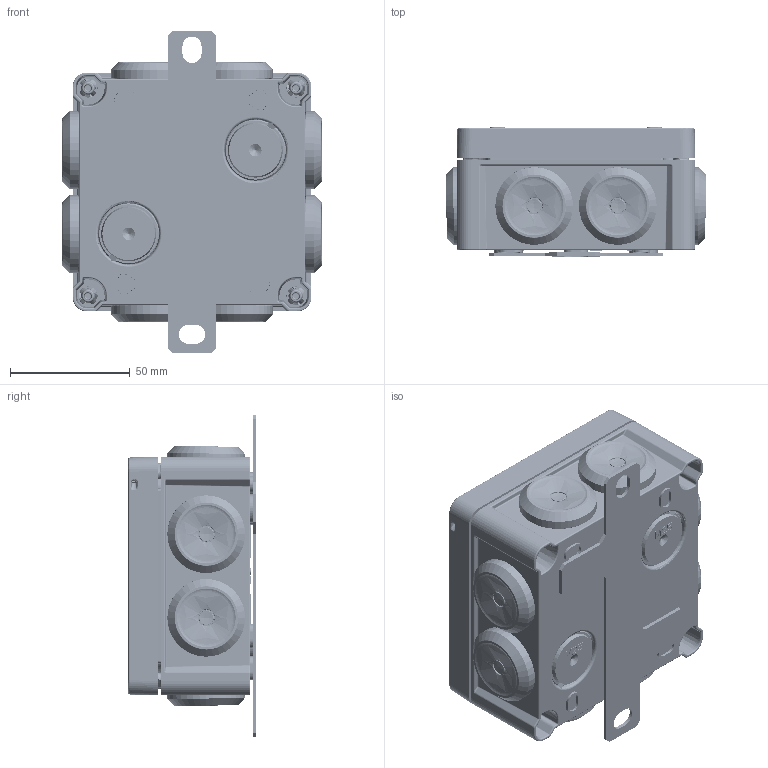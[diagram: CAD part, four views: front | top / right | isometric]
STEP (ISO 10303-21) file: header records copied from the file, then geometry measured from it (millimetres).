
FILE_DESCRIPTION((''),'2;1');
FILE_NAME('FPT1010PP46_4_ASM','2015-12-29T',('tuomo_kuusi'),(''),'PRO/ENGINEER BY PARAMETRIC TECHNOLOGY CORPORATION, 2013230','PRO/ENGINEER BY PARAMETRIC TECHNOLOGY CORPORATION, 2013230','');
FILE_SCHEMA(('CONFIG_CONTROL_DESIGN'));
Products named in the file (19): FPT_BASE1010FSB_PMR2987_2; FPT_FIXING1010FSB; FPT_VETONIITTI_HCBS005014STZC; FPT_FIXING1010FSB_ASM; FPT_COVER1010_PMR2988_2; FPT_COVER1010_PMR2988_2_ASM; FPT_SCREW_PMR2991_2; RMM25_2003; PPK315-80; DIN7985_M5X10_A2K_RUUVI; PPK146; PLC45; KJXA18_ASM; PTK186; PLE31; PR135; KRXA6-4_ASM; COVER_FIXING_LINE_150; FPT1010PP46_4_ASM
Assembly tree (36 placements, depth 3):
  FPT1010PP46_4_ASM
    FPT_BASE1010FSB_PMR2987_2
    FPT_FIXING1010FSB_ASM
      FPT_FIXING1010FSB
      FPT_VETONIITTI_HCBS005014STZC  x2
    FPT_COVER1010_PMR2988_2_ASM
      FPT_COVER1010_PMR2988_2
    FPT_SCREW_PMR2991_2  x4
    RMM25_2003  x8
    PPK315-80
    DIN7985_M5X10_A2K_RUUVI  x2
    KJXA18_ASM
      PPK146
      PLC45
    KRXA6-4_ASM  x4
      PTK186
      PLE31
      PR135
    COVER_FIXING_LINE_150
Bounding box: 109 x 53.8 x 135 mm (x, y, z)
Volume: 149654.7 mm3; surface area: 152631 mm2
Topology: 47 solids, 47 shells, 5577 faces, 14271 edges, 9006 vertices
Faces by surface type: plane 3167, cylinder 958, cone 600, bspline 372, torus 342, sphere 98, extrusion 40
Entity records: 104548 total; most frequent: CARTESIAN_POINT 35613, ORIENTED_EDGE 14974, DIRECTION 13171, EDGE_CURVE 7487, VERTEX_POINT 4771, VECTOR 4679, LINE 4669, AXIS2_PLACEMENT_3D 4246
